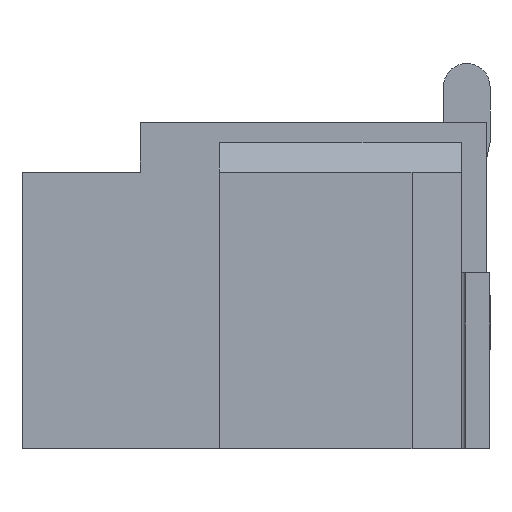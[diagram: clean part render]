
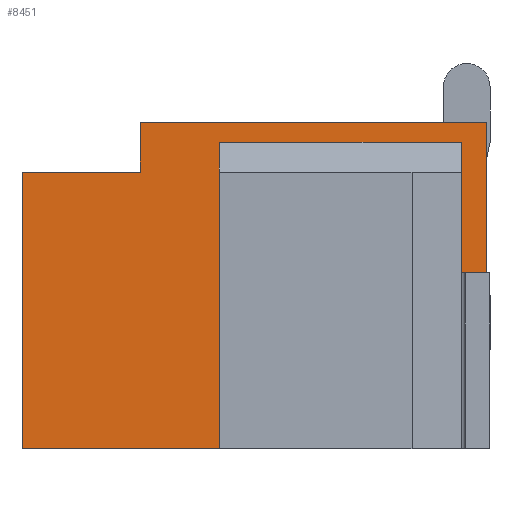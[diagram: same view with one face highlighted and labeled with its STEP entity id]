
A CAD part, left-side view. The second image highlights one B-rep face of the part: STEP entity #8451.
In plain terms, the highlighted planar face has unit normal (-1, 0, 0).
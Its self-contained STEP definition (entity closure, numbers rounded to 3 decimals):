
#7 = VECTOR ( 'NONE', #4729, 1000. ) ;
#19 = DIRECTION ( 'NONE',  ( 0., -1., 0. ) ) ;
#63 = DIRECTION ( 'NONE',  ( 0., 1., 0. ) ) ;
#167 = CARTESIAN_POINT ( 'NONE',  ( 2.875, 4.7, -1.65 ) ) ;
#186 = CARTESIAN_POINT ( 'NONE',  ( 2.875, 2.7, 1.45 ) ) ;
#257 = EDGE_CURVE ( 'NONE', #8107, #2717, #2550, .T. ) ;
#487 = EDGE_CURVE ( 'NONE', #8258, #8389, #3763, .T. ) ;
#534 = VECTOR ( 'NONE', #6709, 1000. ) ;
#667 = ORIENTED_EDGE ( 'NONE', *, *, #4385, .F. ) ;
#739 = ORIENTED_EDGE ( 'NONE', *, *, #257, .F. ) ;
#749 = CARTESIAN_POINT ( 'NONE',  ( 2.875, 0., -1.65 ) ) ;
#1066 = CARTESIAN_POINT ( 'NONE',  ( 2.875, 2.4, 0.13 ) ) ;
#1093 = EDGE_CURVE ( 'NONE', #3586, #8503, #7473, .T. ) ;
#1288 = VERTEX_POINT ( 'NONE', #7960 ) ;
#1368 = CARTESIAN_POINT ( 'NONE',  ( 2.875, 4.7, 1.15 ) ) ;
#1382 = LINE ( 'NONE', #1426, #4034 ) ;
#1426 = CARTESIAN_POINT ( 'NONE',  ( 2.875, 4.7, -1.65 ) ) ;
#1579 = ORIENTED_EDGE ( 'NONE', *, *, #6622, .F. ) ;
#1664 = EDGE_CURVE ( 'NONE', #1288, #8268, #2084, .T. ) ;
#1762 = DIRECTION ( 'NONE',  ( 0., 0., 1. ) ) ;
#1845 = EDGE_CURVE ( 'NONE', #2855, #8258, #7241, .T. ) ;
#1868 = PLANE ( 'NONE',  #3253 ) ;
#1873 = LINE ( 'NONE', #3840, #8236 ) ;
#1901 = EDGE_CURVE ( 'NONE', #6023, #8228, #4754, .T. ) ;
#2037 = CARTESIAN_POINT ( 'NONE',  ( 2.875, 0., -1.65 ) ) ;
#2084 = LINE ( 'NONE', #2037, #7926 ) ;
#2272 = ORIENTED_EDGE ( 'NONE', *, *, #1093, .F. ) ;
#2304 = EDGE_CURVE ( 'NONE', #2855, #8268, #7278, .T. ) ;
#2361 = VECTOR ( 'NONE', #7069, 1000. ) ;
#2409 = DIRECTION ( 'NONE',  ( 0., 0., -1. ) ) ;
#2550 = LINE ( 'NONE', #6440, #4168 ) ;
#2717 = VERTEX_POINT ( 'NONE', #4596 ) ;
#2750 = CARTESIAN_POINT ( 'NONE',  ( 2.875, 2.7, 0.15 ) ) ;
#2855 = VERTEX_POINT ( 'NONE', #7169 ) ;
#2899 = DIRECTION ( 'NONE',  ( 0., 0., 1. ) ) ;
#3253 = AXIS2_PLACEMENT_3D ( 'NONE', #5953, #8627, #4527 ) ;
#3303 = LINE ( 'NONE', #1368, #4301 ) ;
#3304 = FACE_BOUND ( 'NONE', #8384, .T. ) ;
#3364 = DIRECTION ( 'NONE',  ( 0., 0., 1. ) ) ;
#3469 = CARTESIAN_POINT ( 'NONE',  ( 2.875, 0.25, 1.45 ) ) ;
#3536 = ORIENTED_EDGE ( 'NONE', *, *, #1664, .F. ) ;
#3586 = VERTEX_POINT ( 'NONE', #6871 ) ;
#3630 = ORIENTED_EDGE ( 'NONE', *, *, #4917, .T. ) ;
#3763 = LINE ( 'NONE', #6938, #4176 ) ;
#3840 = CARTESIAN_POINT ( 'NONE',  ( 2.875, 2.4, -1.65 ) ) ;
#4034 = VECTOR ( 'NONE', #3364, 1000. ) ;
#4110 = LINE ( 'NONE', #749, #6701 ) ;
#4168 = VECTOR ( 'NONE', #4383, 1000. ) ;
#4176 = VECTOR ( 'NONE', #2409, 1000. ) ;
#4301 = VECTOR ( 'NONE', #19, 1000. ) ;
#4320 = ORIENTED_EDGE ( 'NONE', *, *, #1845, .F. ) ;
#4383 = DIRECTION ( 'NONE',  ( 0., -1., 0. ) ) ;
#4385 = EDGE_CURVE ( 'NONE', #7735, #6087, #1382, .T. ) ;
#4489 = DIRECTION ( 'NONE',  ( 0., 1., 0. ) ) ;
#4527 = DIRECTION ( 'NONE',  ( 0., 0., 1. ) ) ;
#4596 = CARTESIAN_POINT ( 'NONE',  ( 2.875, 0.25, 0.15 ) ) ;
#4608 = CARTESIAN_POINT ( 'NONE',  ( 2.875, 2.4, -1.65 ) ) ;
#4622 = CARTESIAN_POINT ( 'NONE',  ( 2.875, 0.26, 0.13 ) ) ;
#4729 = DIRECTION ( 'NONE',  ( 0., 1., 0. ) ) ;
#4754 = LINE ( 'NONE', #6672, #5901 ) ;
#4819 = EDGE_CURVE ( 'NONE', #6087, #5803, #3303, .T. ) ;
#4917 = EDGE_CURVE ( 'NONE', #3586, #2717, #6109, .T. ) ;
#4972 = ORIENTED_EDGE ( 'NONE', *, *, #1901, .T. ) ;
#5077 = CARTESIAN_POINT ( 'NONE',  ( 2.875, 0.26, 0.13 ) ) ;
#5303 = EDGE_LOOP ( 'NONE', ( #4320, #6361, #3536, #8347, #4972, #6452, #8580, #667, #1579, #7386 ) ) ;
#5398 = CARTESIAN_POINT ( 'NONE',  ( 2.875, 3.5, 1.65 ) ) ;
#5413 = CARTESIAN_POINT ( 'NONE',  ( 2.875, 0.25, 1.45 ) ) ;
#5446 = VECTOR ( 'NONE', #1762, 1000. ) ;
#5750 = CARTESIAN_POINT ( 'NONE',  ( 2.875, 3.5, 1.65 ) ) ;
#5795 = CARTESIAN_POINT ( 'NONE',  ( 2.875, 0.26, -1.65 ) ) ;
#5803 = VERTEX_POINT ( 'NONE', #6066 ) ;
#5901 = VECTOR ( 'NONE', #6594, 1000. ) ;
#5925 = LINE ( 'NONE', #5398, #534 ) ;
#5953 = CARTESIAN_POINT ( 'NONE',  ( 2.875, 0., -1.65 ) ) ;
#6023 = VERTEX_POINT ( 'NONE', #8592 ) ;
#6066 = CARTESIAN_POINT ( 'NONE',  ( 2.875, 3.5, 1.15 ) ) ;
#6087 = VERTEX_POINT ( 'NONE', #6092 ) ;
#6092 = CARTESIAN_POINT ( 'NONE',  ( 2.875, 4.7, 1.15 ) ) ;
#6109 = LINE ( 'NONE', #5413, #7518 ) ;
#6151 = EDGE_CURVE ( 'NONE', #8228, #5803, #5925, .T. ) ;
#6361 = ORIENTED_EDGE ( 'NONE', *, *, #2304, .T. ) ;
#6433 = ORIENTED_EDGE ( 'NONE', *, *, #7102, .T. ) ;
#6440 = CARTESIAN_POINT ( 'NONE',  ( 2.875, 2.7, 0.15 ) ) ;
#6452 = ORIENTED_EDGE ( 'NONE', *, *, #6151, .T. ) ;
#6594 = DIRECTION ( 'NONE',  ( 0., 1., 0. ) ) ;
#6622 = EDGE_CURVE ( 'NONE', #8389, #7735, #1873, .T. ) ;
#6672 = CARTESIAN_POINT ( 'NONE',  ( 2.875, 0., 1.65 ) ) ;
#6701 = VECTOR ( 'NONE', #2899, 1000. ) ;
#6709 = DIRECTION ( 'NONE',  ( 0., 0., -1. ) ) ;
#6871 = CARTESIAN_POINT ( 'NONE',  ( 2.875, 0.25, 1.45 ) ) ;
#6938 = CARTESIAN_POINT ( 'NONE',  ( 2.875, 2.4, 0.13 ) ) ;
#7069 = DIRECTION ( 'NONE',  ( 0., 1., 0. ) ) ;
#7102 = EDGE_CURVE ( 'NONE', #8107, #8503, #8480, .T. ) ;
#7169 = CARTESIAN_POINT ( 'NONE',  ( 2.875, 0.26, 0.13 ) ) ;
#7241 = LINE ( 'NONE', #5077, #2361 ) ;
#7278 = LINE ( 'NONE', #4622, #8295 ) ;
#7381 = EDGE_CURVE ( 'NONE', #1288, #6023, #4110, .T. ) ;
#7386 = ORIENTED_EDGE ( 'NONE', *, *, #487, .F. ) ;
#7473 = LINE ( 'NONE', #3469, #7 ) ;
#7518 = VECTOR ( 'NONE', #8080, 1000. ) ;
#7735 = VERTEX_POINT ( 'NONE', #167 ) ;
#7847 = FACE_OUTER_BOUND ( 'NONE', #5303, .T. ) ;
#7926 = VECTOR ( 'NONE', #63, 1000. ) ;
#7960 = CARTESIAN_POINT ( 'NONE',  ( 2.875, 0., -1.65 ) ) ;
#8080 = DIRECTION ( 'NONE',  ( 0., 0., -1. ) ) ;
#8107 = VERTEX_POINT ( 'NONE', #2750 ) ;
#8228 = VERTEX_POINT ( 'NONE', #5750 ) ;
#8236 = VECTOR ( 'NONE', #4489, 1000. ) ;
#8258 = VERTEX_POINT ( 'NONE', #1066 ) ;
#8268 = VERTEX_POINT ( 'NONE', #5795 ) ;
#8295 = VECTOR ( 'NONE', #8470, 1000. ) ;
#8347 = ORIENTED_EDGE ( 'NONE', *, *, #7381, .T. ) ;
#8384 = EDGE_LOOP ( 'NONE', ( #2272, #3630, #739, #6433 ) ) ;
#8389 = VERTEX_POINT ( 'NONE', #4608 ) ;
#8401 = CARTESIAN_POINT ( 'NONE',  ( 2.875, 2.7, 0.15 ) ) ;
#8451 = ADVANCED_FACE ( 'NONE', ( #3304, #7847 ), #1868, .T. ) ;
#8470 = DIRECTION ( 'NONE',  ( 0., 0., -1. ) ) ;
#8480 = LINE ( 'NONE', #8401, #5446 ) ;
#8503 = VERTEX_POINT ( 'NONE', #186 ) ;
#8580 = ORIENTED_EDGE ( 'NONE', *, *, #4819, .F. ) ;
#8592 = CARTESIAN_POINT ( 'NONE',  ( 2.875, 0., 1.65 ) ) ;
#8627 = DIRECTION ( 'NONE',  ( -1., 0., 0. ) ) ;
